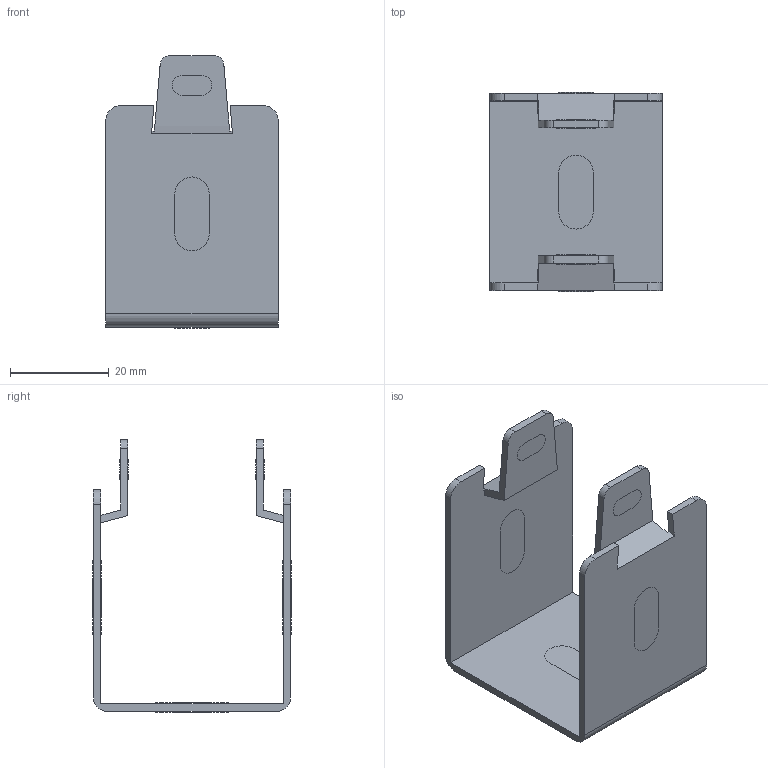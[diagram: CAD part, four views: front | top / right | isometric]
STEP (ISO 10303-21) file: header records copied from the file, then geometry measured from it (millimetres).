
FILE_DESCRIPTION(/* description */ (''),/* implementation_level */ '2;1');
FILE_NAME(/* name */ '586160.stp',/* time_stamp */ '2025-12-05T09:49:34+01:00',/* author */ ('mael.lecharpentier'),/* organization */ (''),/* preprocessor_version */ 'ST-DEVELOPER v20',/* originating_system */ 'AutoCAD Mechanical',/* authorisation */ '');
FILE_SCHEMA (('AUTOMOTIVE_DESIGN { 1 0 10303 214 3 1 1 }'));
Length unit declared in the file: millimetre
Products named in the file (1): Product
Bounding box: 35 x 40.4 x 55.31 mm (x, y, z)
Volume: 7127.4 mm3; surface area: 10863.5 mm2
Topology: 1 solids, 11 shells, 50 faces, 154 edges, 116 vertices
Faces by surface type: plane 40, cylinder 10
Entity records: 1785 total; most frequent: CARTESIAN_POINT 321, DIRECTION 296, ORIENTED_EDGE 268, EDGE_CURVE 154, VERTEX_POINT 116, LINE 114, VECTOR 114, AXIS2_PLACEMENT_3D 91
